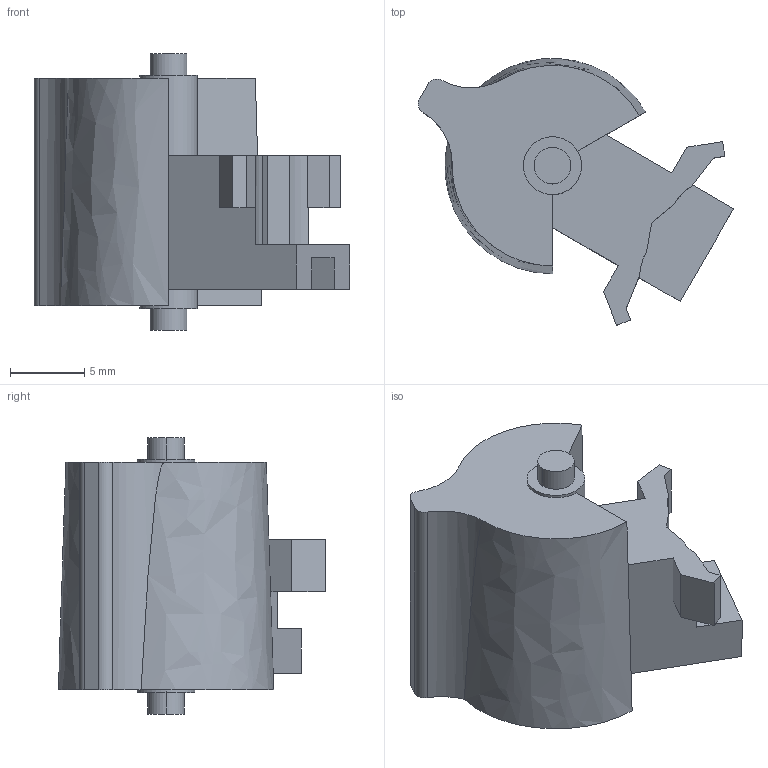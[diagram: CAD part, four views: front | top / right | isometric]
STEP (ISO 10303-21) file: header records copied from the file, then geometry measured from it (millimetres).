
FILE_DESCRIPTION (( 'STEP AP214' ), '1' );
FILE_NAME ('B_R_V_101.STEP', '2018-04-10T19:33:56', ( '' ), ( '' ), 'SwSTEP 2.0', 'SolidWorks 2015', '' );
FILE_SCHEMA (( 'AUTOMOTIVE_DESIGN' ));
Length unit declared in the file: millimetre
Products named in the file (1): B_R_V_101
Bounding box: 21.22 x 17.97 x 18.6 mm (x, y, z)
Volume: 2296.7 mm3; surface area: 1371.7 mm2
Topology: 1 solids, 1 shells, 53 faces, 145 edges, 96 vertices
Faces by surface type: plane 34, cylinder 17, bspline 2
Entity records: 1889 total; most frequent: CARTESIAN_POINT 480, ORIENTED_EDGE 290, DIRECTION 287, EDGE_CURVE 145, LINE 97, VECTOR 97, VERTEX_POINT 96, AXIS2_PLACEMENT_3D 95
